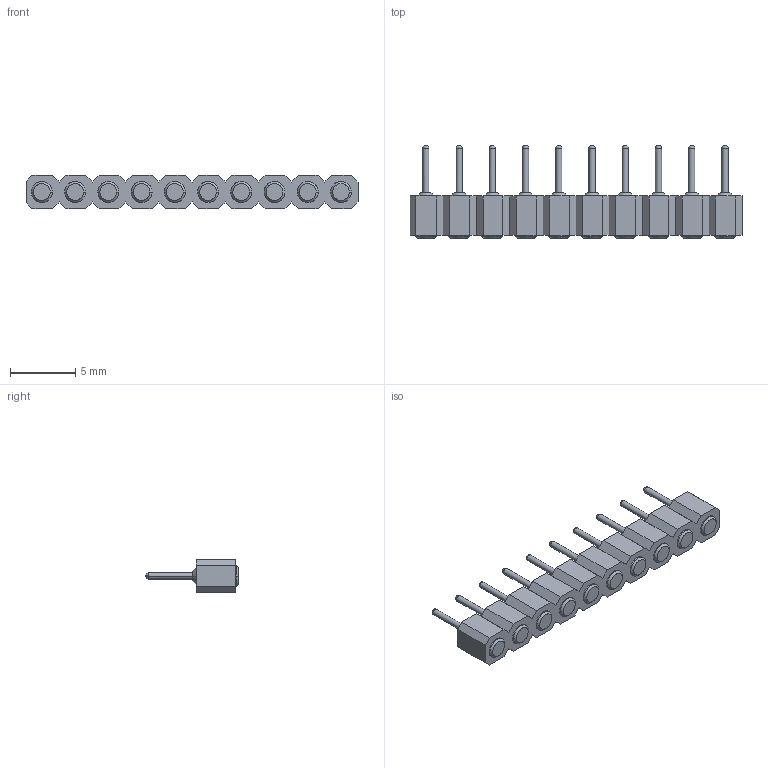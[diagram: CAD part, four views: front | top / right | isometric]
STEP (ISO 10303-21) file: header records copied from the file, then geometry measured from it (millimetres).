
FILE_DESCRIPTION( ('This file contains a STEP AP42 implementation' ,'as created by ZW3D STEP Interface translator.') ,'2;1' );
FILE_NAME( '3510-301XXMXX071X1.stp' ,'231012. 91812', (''), ('ZWCAD Software Co.'), 'Version 1.0', 'ZW3D to STEP translator', '' );
FILE_SCHEMA(('AUTOMOTIVE_DESIGN { 1 0 10303 214 1 1 1 1 }'));
Length unit declared in the file: millimetre
Products named in the file (2): 0; 3510-30120MXX071X1
Bounding box: 25.4 x 7.1 x 2.54 mm (x, y, z)
Volume: 180 mm3; surface area: 532.9 mm2
Topology: 1 solids, 1 shells, 364 faces, 868 edges, 523 vertices
Faces by surface type: bspline 180, plane 124, cone 60
Entity records: 22272 total; most frequent: CARTESIAN_POINT 16012, ORIENTED_EDGE 1712, EDGE_CURVE 848, B_SPLINE_CURVE_WITH_KNOTS 756, VERTEX_POINT 523, EDGE_LOOP 412, DIRECTION 402, FACE_OUTER_BOUND 364
